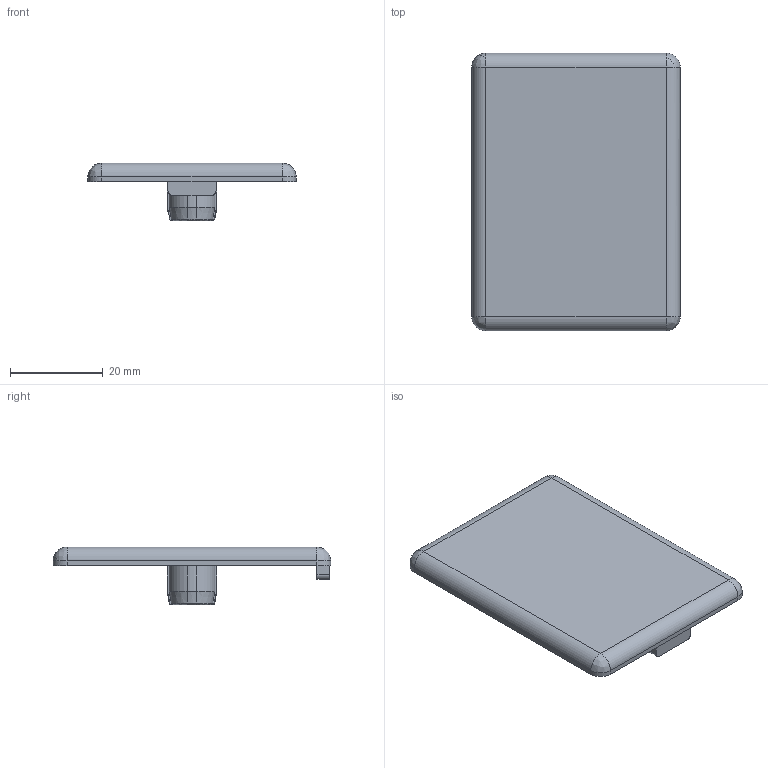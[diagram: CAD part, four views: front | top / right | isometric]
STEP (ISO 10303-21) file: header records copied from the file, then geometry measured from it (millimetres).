
FILE_DESCRIPTION (( 'STEP AP203' ), '1' );
FILE_NAME ('411517855.STEP', '2022-08-27T16:36:39', ( '' ), ( '' ), 'SwSTEP 2.0', 'SolidWorks 2014', '' );
FILE_SCHEMA (( 'CONFIG_CONTROL_DESIGN' ));
Length unit declared in the file: millimetre
Products named in the file (1): 411517855
Bounding box: 45 x 60 x 12.5 mm (x, y, z)
Volume: 8701.6 mm3; surface area: 6726.3 mm2
Topology: 1 solids, 1 shells, 71 faces, 191 edges, 121 vertices
Faces by surface type: plane 25, cylinder 21, bspline 16, cone 9
Entity records: 2513 total; most frequent: CARTESIAN_POINT 778, ORIENTED_EDGE 374, DIRECTION 320, EDGE_CURVE 187, VERTEX_POINT 121, AXIS2_PLACEMENT_3D 119, LINE 82, VECTOR 82
